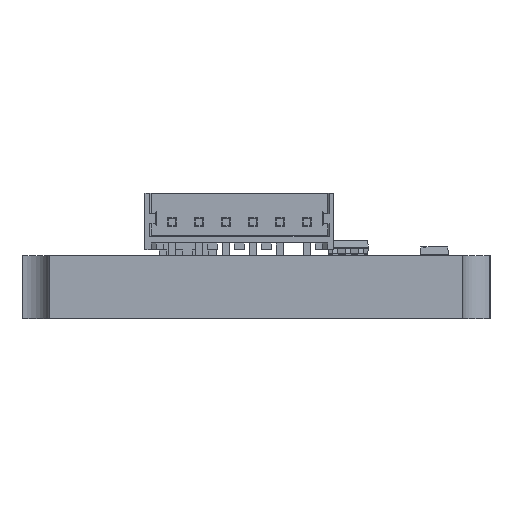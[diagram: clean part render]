
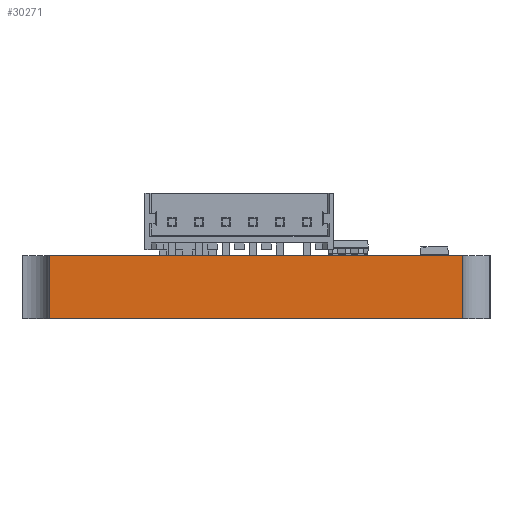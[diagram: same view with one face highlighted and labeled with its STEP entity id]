
A CAD part, left-side view. The second image highlights one B-rep face of the part: STEP entity #30271.
In plain terms, the highlighted planar face has unit normal (-1, 0, 0).
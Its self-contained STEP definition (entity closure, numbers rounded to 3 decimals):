
#30080 = CYLINDRICAL_SURFACE('',#30081,2.032);
#30081 = AXIS2_PLACEMENT_3D('',#30082,#30083,#30084);
#30082 = CARTESIAN_POINT('',(148.414,-85.257,0.));
#30083 = DIRECTION('',(-0.,-0.,-1.));
#30084 = DIRECTION('',(1.,0.,-0.));
#30105 = VERTEX_POINT('',#30106);
#30106 = CARTESIAN_POINT('',(148.414,-83.225,4.69));
#30121 = PLANE('',#30122);
#30122 = AXIS2_PLACEMENT_3D('',#30123,#30124,#30125);
#30123 = CARTESIAN_POINT('',(174.664,-67.907,4.69));
#30124 = DIRECTION('',(-0.,-0.,-1.));
#30125 = DIRECTION('',(-1.,0.,0.));
#30137 = EDGE_CURVE('',#30138,#30105,#30140,.T.);
#30138 = VERTEX_POINT('',#30139);
#30139 = CARTESIAN_POINT('',(148.414,-83.225,0.));
#30140 = SURFACE_CURVE('',#30141,(#30145,#30152),.PCURVE_S1.);
#30141 = LINE('',#30142,#30143);
#30142 = CARTESIAN_POINT('',(148.414,-83.225,0.));
#30143 = VECTOR('',#30144,1.);
#30144 = DIRECTION('',(0.,0.,1.));
#30145 = PCURVE('',#30080,#30146);
#30146 = DEFINITIONAL_REPRESENTATION('',(#30147),#30151);
#30147 = LINE('',#30148,#30149);
#30148 = CARTESIAN_POINT('',(-1.571,0.));
#30149 = VECTOR('',#30150,1.);
#30150 = DIRECTION('',(-0.,-1.));
#30151 = ( GEOMETRIC_REPRESENTATION_CONTEXT(2) 
PARAMETRIC_REPRESENTATION_CONTEXT() REPRESENTATION_CONTEXT('2D SPACE',''
  ) );
#30152 = PCURVE('',#30153,#30158);
#30153 = PLANE('',#30154);
#30154 = AXIS2_PLACEMENT_3D('',#30155,#30156,#30157);
#30155 = CARTESIAN_POINT('',(148.414,-52.589,0.));
#30156 = DIRECTION('',(1.,0.,-0.));
#30157 = DIRECTION('',(0.,-1.,0.));
#30158 = DEFINITIONAL_REPRESENTATION('',(#30159),#30163);
#30159 = LINE('',#30160,#30161);
#30160 = CARTESIAN_POINT('',(30.636,0.));
#30161 = VECTOR('',#30162,1.);
#30162 = DIRECTION('',(0.,-1.));
#30163 = ( GEOMETRIC_REPRESENTATION_CONTEXT(2) 
PARAMETRIC_REPRESENTATION_CONTEXT() REPRESENTATION_CONTEXT('2D SPACE',''
  ) );
#30180 = PLANE('',#30181);
#30181 = AXIS2_PLACEMENT_3D('',#30182,#30183,#30184);
#30182 = CARTESIAN_POINT('',(174.664,-67.907,0.));
#30183 = DIRECTION('',(-0.,-0.,-1.));
#30184 = DIRECTION('',(-1.,0.,0.));
#30271 = ADVANCED_FACE('',(#30272),#30153,.F.);
#30272 = FACE_BOUND('',#30273,.F.);
#30273 = EDGE_LOOP('',(#30274,#30304,#30325,#30326));
#30274 = ORIENTED_EDGE('',*,*,#30275,.T.);
#30275 = EDGE_CURVE('',#30276,#30278,#30280,.T.);
#30276 = VERTEX_POINT('',#30277);
#30277 = CARTESIAN_POINT('',(148.414,-52.589,0.));
#30278 = VERTEX_POINT('',#30279);
#30279 = CARTESIAN_POINT('',(148.414,-52.589,4.69));
#30280 = SURFACE_CURVE('',#30281,(#30285,#30292),.PCURVE_S1.);
#30281 = LINE('',#30282,#30283);
#30282 = CARTESIAN_POINT('',(148.414,-52.589,0.));
#30283 = VECTOR('',#30284,1.);
#30284 = DIRECTION('',(0.,0.,1.));
#30285 = PCURVE('',#30153,#30286);
#30286 = DEFINITIONAL_REPRESENTATION('',(#30287),#30291);
#30287 = LINE('',#30288,#30289);
#30288 = CARTESIAN_POINT('',(0.,0.));
#30289 = VECTOR('',#30290,1.);
#30290 = DIRECTION('',(0.,-1.));
#30291 = ( GEOMETRIC_REPRESENTATION_CONTEXT(2) 
PARAMETRIC_REPRESENTATION_CONTEXT() REPRESENTATION_CONTEXT('2D SPACE',''
  ) );
#30292 = PCURVE('',#30293,#30298);
#30293 = CYLINDRICAL_SURFACE('',#30294,2.032);
#30294 = AXIS2_PLACEMENT_3D('',#30295,#30296,#30297);
#30295 = CARTESIAN_POINT('',(148.414,-50.557,0.));
#30296 = DIRECTION('',(-0.,-0.,-1.));
#30297 = DIRECTION('',(1.,0.,-0.));
#30298 = DEFINITIONAL_REPRESENTATION('',(#30299),#30303);
#30299 = LINE('',#30300,#30301);
#30300 = CARTESIAN_POINT('',(-4.712,0.));
#30301 = VECTOR('',#30302,1.);
#30302 = DIRECTION('',(-0.,-1.));
#30303 = ( GEOMETRIC_REPRESENTATION_CONTEXT(2) 
PARAMETRIC_REPRESENTATION_CONTEXT() REPRESENTATION_CONTEXT('2D SPACE',''
  ) );
#30304 = ORIENTED_EDGE('',*,*,#30305,.T.);
#30305 = EDGE_CURVE('',#30278,#30105,#30306,.T.);
#30306 = SURFACE_CURVE('',#30307,(#30311,#30318),.PCURVE_S1.);
#30307 = LINE('',#30308,#30309);
#30308 = CARTESIAN_POINT('',(148.414,-52.589,4.69));
#30309 = VECTOR('',#30310,1.);
#30310 = DIRECTION('',(0.,-1.,0.));
#30311 = PCURVE('',#30153,#30312);
#30312 = DEFINITIONAL_REPRESENTATION('',(#30313),#30317);
#30313 = LINE('',#30314,#30315);
#30314 = CARTESIAN_POINT('',(0.,-4.69));
#30315 = VECTOR('',#30316,1.);
#30316 = DIRECTION('',(1.,0.));
#30317 = ( GEOMETRIC_REPRESENTATION_CONTEXT(2) 
PARAMETRIC_REPRESENTATION_CONTEXT() REPRESENTATION_CONTEXT('2D SPACE',''
  ) );
#30318 = PCURVE('',#30121,#30319);
#30319 = DEFINITIONAL_REPRESENTATION('',(#30320),#30324);
#30320 = LINE('',#30321,#30322);
#30321 = CARTESIAN_POINT('',(26.25,15.318));
#30322 = VECTOR('',#30323,1.);
#30323 = DIRECTION('',(0.,-1.));
#30324 = ( GEOMETRIC_REPRESENTATION_CONTEXT(2) 
PARAMETRIC_REPRESENTATION_CONTEXT() REPRESENTATION_CONTEXT('2D SPACE',''
  ) );
#30325 = ORIENTED_EDGE('',*,*,#30137,.F.);
#30326 = ORIENTED_EDGE('',*,*,#30327,.F.);
#30327 = EDGE_CURVE('',#30276,#30138,#30328,.T.);
#30328 = SURFACE_CURVE('',#30329,(#30333,#30340),.PCURVE_S1.);
#30329 = LINE('',#30330,#30331);
#30330 = CARTESIAN_POINT('',(148.414,-52.589,0.));
#30331 = VECTOR('',#30332,1.);
#30332 = DIRECTION('',(0.,-1.,0.));
#30333 = PCURVE('',#30153,#30334);
#30334 = DEFINITIONAL_REPRESENTATION('',(#30335),#30339);
#30335 = LINE('',#30336,#30337);
#30336 = CARTESIAN_POINT('',(0.,0.));
#30337 = VECTOR('',#30338,1.);
#30338 = DIRECTION('',(1.,0.));
#30339 = ( GEOMETRIC_REPRESENTATION_CONTEXT(2) 
PARAMETRIC_REPRESENTATION_CONTEXT() REPRESENTATION_CONTEXT('2D SPACE',''
  ) );
#30340 = PCURVE('',#30180,#30341);
#30341 = DEFINITIONAL_REPRESENTATION('',(#30342),#30346);
#30342 = LINE('',#30343,#30344);
#30343 = CARTESIAN_POINT('',(26.25,15.318));
#30344 = VECTOR('',#30345,1.);
#30345 = DIRECTION('',(0.,-1.));
#30346 = ( GEOMETRIC_REPRESENTATION_CONTEXT(2) 
PARAMETRIC_REPRESENTATION_CONTEXT() REPRESENTATION_CONTEXT('2D SPACE',''
  ) );
